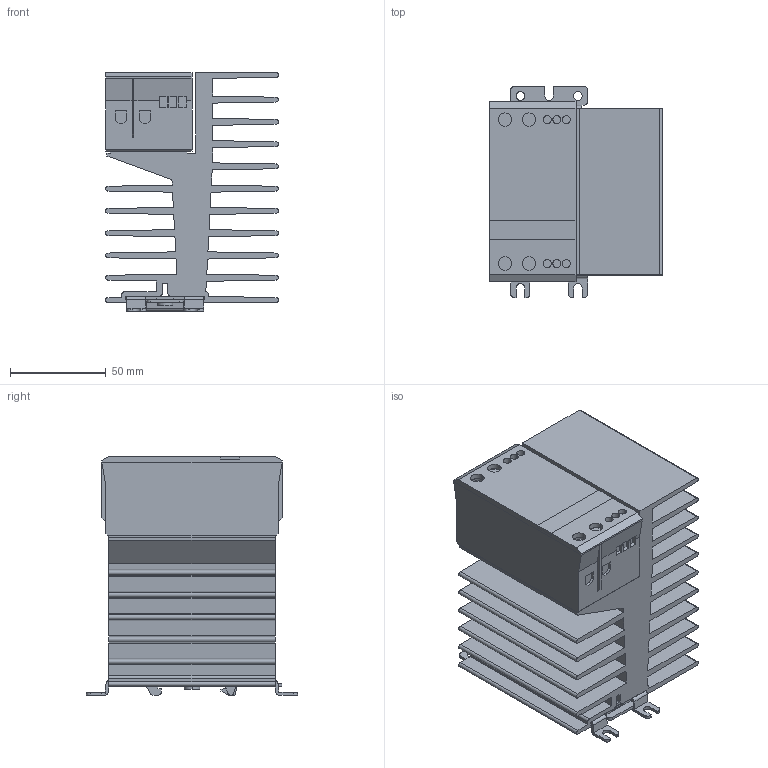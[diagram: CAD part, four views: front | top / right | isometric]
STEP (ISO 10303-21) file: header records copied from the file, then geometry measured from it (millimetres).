
FILE_DESCRIPTION (( 'STEP AP214' ), '1' );
FILE_NAME ('SC1DA6050.STEP', '2025-04-02T11:54:05', ( '' ), ( '' ), 'SwSTEP 2.0', 'SolidWorks 2021', '' );
FILE_SCHEMA (( 'AUTOMOTIVE_DESIGN' ));
Length unit declared in the file: inch
Products named in the file (1): SC1DA6050
Bounding box: 90 x 110 x 124.5 mm (x, y, z)
Volume: 511257.3 mm3; surface area: 178972.7 mm2
Topology: 7 solids, 7 shells, 404 faces, 1101 edges, 726 vertices
Faces by surface type: plane 294, cylinder 110
Entity records: 13036 total; most frequent: CARTESIAN_POINT 2467, ORIENTED_EDGE 2202, DIRECTION 2114, EDGE_CURVE 1101, VECTOR 880, LINE 880, VERTEX_POINT 726, AXIS2_PLACEMENT_3D 617
